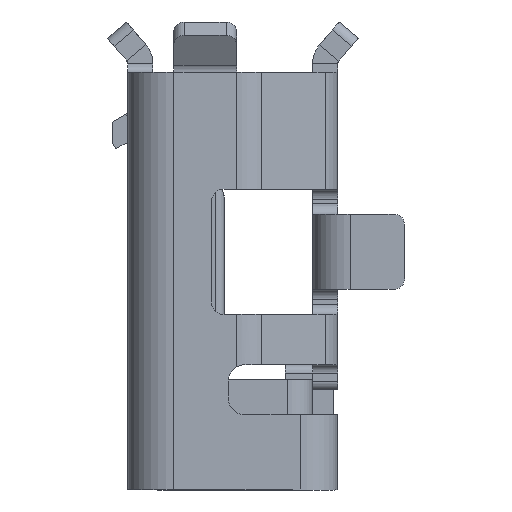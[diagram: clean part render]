
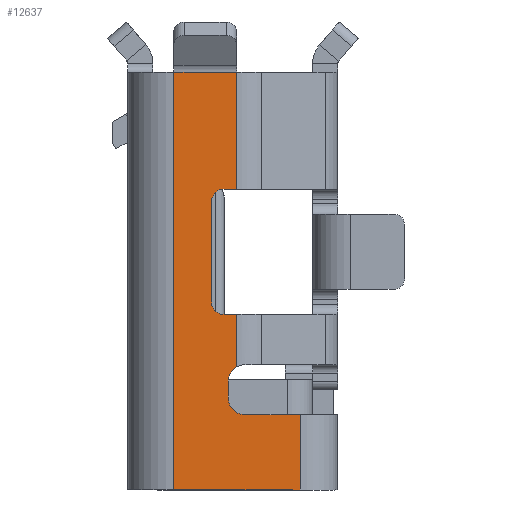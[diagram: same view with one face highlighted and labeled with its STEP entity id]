
A CAD part, left-side view. The second image highlights one B-rep face of the part: STEP entity #12637.
In plain terms, the highlighted planar face has unit normal (-1, 0, 0).
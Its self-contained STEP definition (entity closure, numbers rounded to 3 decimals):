
#18 = DIRECTION ( 'NONE',  ( 0., 1., 0. ) ) ;
#131 = CARTESIAN_POINT ( 'NONE',  ( -3.75, 1.31, -1.811 ) ) ;
#203 = ORIENTED_EDGE ( 'NONE', *, *, #13970, .T. ) ;
#204 = ORIENTED_EDGE ( 'NONE', *, *, #12849, .T. ) ;
#415 = EDGE_CURVE ( 'NONE', #3093, #11373, #5762, .T. ) ;
#427 = CARTESIAN_POINT ( 'NONE',  ( -3.75, 1.21, 0.49 ) ) ;
#480 = ORIENTED_EDGE ( 'NONE', *, *, #15087, .T. ) ;
#827 = EDGE_CURVE ( 'NONE', #15509, #11709, #7740, .T. ) ;
#936 = CARTESIAN_POINT ( 'NONE',  ( -3.75, 1.36, -0.86 ) ) ;
#1118 = CARTESIAN_POINT ( 'NONE',  ( -3.75, 1.21, -1.637 ) ) ;
#1175 = VECTOR ( 'NONE', #8231, 1000. ) ;
#1358 = CARTESIAN_POINT ( 'NONE',  ( -3.75, 1.11, -2.21 ) ) ;
#1374 = EDGE_CURVE ( 'NONE', #4202, #6971, #5729, .T. ) ;
#1484 = EDGE_LOOP ( 'NONE', ( #204, #6944, #12897, #15166, #9137, #5147, #2175, #5797, #7193, #480, #12721, #203, #3410, #13409, #10374 ) ) ;
#1697 = CARTESIAN_POINT ( 'NONE',  ( -3.75, 1.21, 0. ) ) ;
#1705 = DIRECTION ( 'NONE',  ( 0., 1., 0. ) ) ;
#1901 = CARTESIAN_POINT ( 'NONE',  ( -3.75, 0., -3.11 ) ) ;
#1915 = CARTESIAN_POINT ( 'NONE',  ( -3.75, 0., -1.01 ) ) ;
#1954 = DIRECTION ( 'NONE',  ( 0., 1., 0. ) ) ;
#2044 = DIRECTION ( 'NONE',  ( 0., 1., 0. ) ) ;
#2175 = ORIENTED_EDGE ( 'NONE', *, *, #7448, .T. ) ;
#2181 = CARTESIAN_POINT ( 'NONE',  ( -3.75, 1.51, 0. ) ) ;
#2452 = AXIS2_PLACEMENT_3D ( 'NONE', #936, #11095, #11047 ) ;
#2557 = CARTESIAN_POINT ( 'NONE',  ( -3.75, 1.96, 1.89 ) ) ;
#2579 = EDGE_CURVE ( 'NONE', #6971, #10811, #16197, .T. ) ;
#3044 = CARTESIAN_POINT ( 'NONE',  ( -3.75, 1.96, 1.89 ) ) ;
#3093 = VERTEX_POINT ( 'NONE', #427 ) ;
#3147 = VECTOR ( 'NONE', #3893, 1000. ) ;
#3205 = CARTESIAN_POINT ( 'NONE',  ( -3.75, 0., 0.49 ) ) ;
#3378 = DIRECTION ( 'NONE',  ( 1., 0., 0. ) ) ;
#3393 = EDGE_CURVE ( 'NONE', #6510, #14704, #13426, .T. ) ;
#3410 = ORIENTED_EDGE ( 'NONE', *, *, #10650, .F. ) ;
#3643 = CARTESIAN_POINT ( 'NONE',  ( -3.75, 1.21, -1.01 ) ) ;
#3672 = VECTOR ( 'NONE', #10742, 1000. ) ;
#3893 = DIRECTION ( 'NONE',  ( 0., 0., -1. ) ) ;
#3936 = CARTESIAN_POINT ( 'NONE',  ( -3.75, 1.21, 0. ) ) ;
#4017 = CARTESIAN_POINT ( 'NONE',  ( -3.75, 0.45, -2.21 ) ) ;
#4202 = VERTEX_POINT ( 'NONE', #1118 ) ;
#4421 = DIRECTION ( 'NONE',  ( 0., 0., 1. ) ) ;
#4519 = CARTESIAN_POINT ( 'NONE',  ( -3.75, 1.36, 0.34 ) ) ;
#4773 = VERTEX_POINT ( 'NONE', #11448 ) ;
#4997 = DIRECTION ( 'NONE',  ( 0., 1., 0. ) ) ;
#5086 = VERTEX_POINT ( 'NONE', #5565 ) ;
#5147 = ORIENTED_EDGE ( 'NONE', *, *, #2579, .T. ) ;
#5221 = AXIS2_PLACEMENT_3D ( 'NONE', #8071, #6629, #1705 ) ;
#5311 = VECTOR ( 'NONE', #9131, 1000. ) ;
#5565 = CARTESIAN_POINT ( 'NONE',  ( -3.75, 1.36, 0.49 ) ) ;
#5729 = LINE ( 'NONE', #3936, #5311 ) ;
#5749 = AXIS2_PLACEMENT_3D ( 'NONE', #5892, #3378, #2044 ) ;
#5762 = LINE ( 'NONE', #1697, #12718 ) ;
#5797 = ORIENTED_EDGE ( 'NONE', *, *, #9947, .F. ) ;
#5892 = CARTESIAN_POINT ( 'NONE',  ( -3.75, 0., 0. ) ) ;
#6510 = VERTEX_POINT ( 'NONE', #1358 ) ;
#6531 = VECTOR ( 'NONE', #14559, 1000. ) ;
#6537 = VERTEX_POINT ( 'NONE', #131 ) ;
#6629 = DIRECTION ( 'NONE',  ( 1., 0., 0. ) ) ;
#6763 = VECTOR ( 'NONE', #13379, 1000. ) ;
#6944 = ORIENTED_EDGE ( 'NONE', *, *, #3393, .T. ) ;
#6971 = VERTEX_POINT ( 'NONE', #3643 ) ;
#7029 = EDGE_CURVE ( 'NONE', #6537, #14704, #13969, .T. ) ;
#7193 = ORIENTED_EDGE ( 'NONE', *, *, #10198, .T. ) ;
#7448 = EDGE_CURVE ( 'NONE', #10811, #4773, #12765, .T. ) ;
#7476 = FACE_OUTER_BOUND ( 'NONE', #1484, .T. ) ;
#7584 = VERTEX_POINT ( 'NONE', #2557 ) ;
#7605 = DIRECTION ( 'NONE',  ( 0., 0., -1. ) ) ;
#7740 = LINE ( 'NONE', #11331, #8940 ) ;
#7974 = LINE ( 'NONE', #3205, #1175 ) ;
#8071 = CARTESIAN_POINT ( 'NONE',  ( -3.75, 1.11, -1.811 ) ) ;
#8227 = VECTOR ( 'NONE', #4997, 1000. ) ;
#8231 = DIRECTION ( 'NONE',  ( 0., -1., 0. ) ) ;
#8522 = PLANE ( 'NONE',  #5749 ) ;
#8624 = DIRECTION ( 'NONE',  ( 0., 1., 0. ) ) ;
#8934 = EDGE_CURVE ( 'NONE', #13539, #11709, #16488, .T. ) ;
#8940 = VECTOR ( 'NONE', #11423, 1000. ) ;
#9057 = CARTESIAN_POINT ( 'NONE',  ( -3.75, 0., -2.21 ) ) ;
#9090 = CARTESIAN_POINT ( 'NONE',  ( -3.75, 1.96, -3.11 ) ) ;
#9131 = DIRECTION ( 'NONE',  ( 0., 0., 1. ) ) ;
#9137 = ORIENTED_EDGE ( 'NONE', *, *, #1374, .T. ) ;
#9207 = VECTOR ( 'NONE', #7605, 1000. ) ;
#9657 = CARTESIAN_POINT ( 'NONE',  ( -3.75, 1.36, -1.01 ) ) ;
#9730 = DIRECTION ( 'NONE',  ( 1., 0., 0. ) ) ;
#9795 = LINE ( 'NONE', #15163, #8227 ) ;
#9924 = CARTESIAN_POINT ( 'NONE',  ( -3.75, 1.31, -2.01 ) ) ;
#9947 = EDGE_CURVE ( 'NONE', #14938, #4773, #14493, .T. ) ;
#10056 = AXIS2_PLACEMENT_3D ( 'NONE', #4519, #9730, #1954 ) ;
#10198 = EDGE_CURVE ( 'NONE', #14938, #5086, #11479, .T. ) ;
#10374 = ORIENTED_EDGE ( 'NONE', *, *, #827, .F. ) ;
#10650 = EDGE_CURVE ( 'NONE', #13539, #7584, #15869, .T. ) ;
#10689 = CARTESIAN_POINT ( 'NONE',  ( -3.75, 1.51, 0.34 ) ) ;
#10742 = DIRECTION ( 'NONE',  ( 0., 1., 0. ) ) ;
#10811 = VERTEX_POINT ( 'NONE', #9657 ) ;
#10813 = LINE ( 'NONE', #9057, #12821 ) ;
#11047 = DIRECTION ( 'NONE',  ( 0., 1., 0. ) ) ;
#11095 = DIRECTION ( 'NONE',  ( 1., 0., 0. ) ) ;
#11331 = CARTESIAN_POINT ( 'NONE',  ( -3.75, 0.45, -2.51 ) ) ;
#11373 = VERTEX_POINT ( 'NONE', #13386 ) ;
#11423 = DIRECTION ( 'NONE',  ( 0., 0., -1. ) ) ;
#11448 = CARTESIAN_POINT ( 'NONE',  ( -3.75, 1.51, -0.86 ) ) ;
#11479 = CIRCLE ( 'NONE', #10056, 0.15 ) ;
#11709 = VERTEX_POINT ( 'NONE', #12847 ) ;
#11762 = CIRCLE ( 'NONE', #5221, 0.2 ) ;
#12637 = ADVANCED_FACE ( 'NONE', ( #7476 ), #8522, .F. ) ;
#12718 = VECTOR ( 'NONE', #4421, 1000. ) ;
#12721 = ORIENTED_EDGE ( 'NONE', *, *, #415, .T. ) ;
#12765 = CIRCLE ( 'NONE', #2452, 0.15 ) ;
#12821 = VECTOR ( 'NONE', #18, 1000. ) ;
#12847 = CARTESIAN_POINT ( 'NONE',  ( -3.75, 0.45, -3.11 ) ) ;
#12849 = EDGE_CURVE ( 'NONE', #15509, #6510, #10813, .T. ) ;
#12897 = ORIENTED_EDGE ( 'NONE', *, *, #7029, .F. ) ;
#13292 = AXIS2_PLACEMENT_3D ( 'NONE', #13776, #13664, #8624 ) ;
#13379 = DIRECTION ( 'NONE',  ( 0., -1., 0. ) ) ;
#13386 = CARTESIAN_POINT ( 'NONE',  ( -3.75, 1.21, 1.89 ) ) ;
#13409 = ORIENTED_EDGE ( 'NONE', *, *, #8934, .T. ) ;
#13426 = CIRCLE ( 'NONE', #13292, 0.2 ) ;
#13539 = VERTEX_POINT ( 'NONE', #9090 ) ;
#13664 = DIRECTION ( 'NONE',  ( 1., 0., 0. ) ) ;
#13776 = CARTESIAN_POINT ( 'NONE',  ( -3.75, 1.11, -2.01 ) ) ;
#13925 = CARTESIAN_POINT ( 'NONE',  ( -3.75, 1.31, 0. ) ) ;
#13969 = LINE ( 'NONE', #13925, #9207 ) ;
#13970 = EDGE_CURVE ( 'NONE', #11373, #7584, #9795, .T. ) ;
#14448 = EDGE_CURVE ( 'NONE', #6537, #4202, #11762, .T. ) ;
#14493 = LINE ( 'NONE', #2181, #3147 ) ;
#14559 = DIRECTION ( 'NONE',  ( 0., 0., 1. ) ) ;
#14704 = VERTEX_POINT ( 'NONE', #9924 ) ;
#14938 = VERTEX_POINT ( 'NONE', #10689 ) ;
#15087 = EDGE_CURVE ( 'NONE', #5086, #3093, #7974, .T. ) ;
#15163 = CARTESIAN_POINT ( 'NONE',  ( -3.75, 0., 1.89 ) ) ;
#15166 = ORIENTED_EDGE ( 'NONE', *, *, #14448, .T. ) ;
#15509 = VERTEX_POINT ( 'NONE', #4017 ) ;
#15869 = LINE ( 'NONE', #3044, #6531 ) ;
#16197 = LINE ( 'NONE', #1915, #3672 ) ;
#16488 = LINE ( 'NONE', #1901, #6763 ) ;
